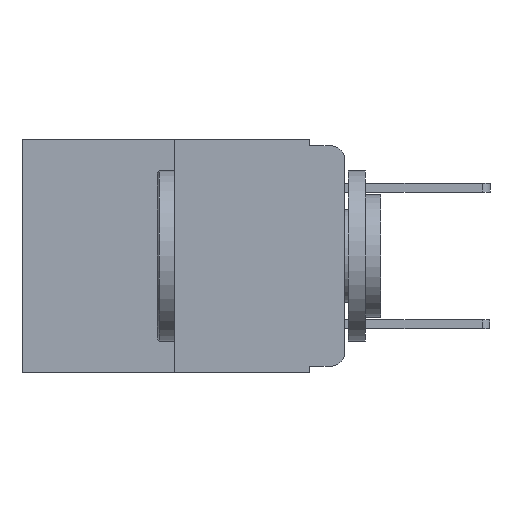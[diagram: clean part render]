
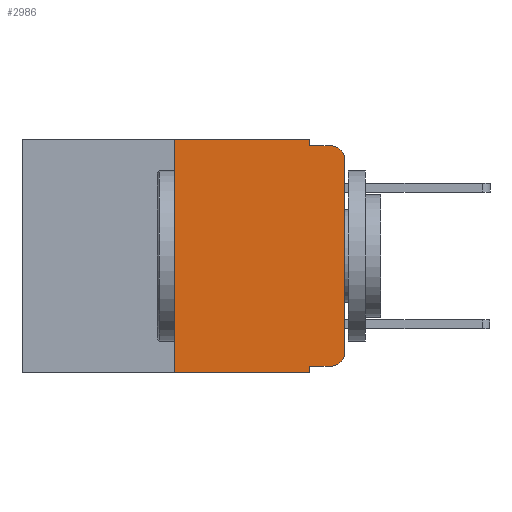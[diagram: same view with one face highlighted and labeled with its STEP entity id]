
A CAD part, left-side view. The second image highlights one B-rep face of the part: STEP entity #2986.
In plain terms, the highlighted planar face has unit normal (-1, 0, 0).
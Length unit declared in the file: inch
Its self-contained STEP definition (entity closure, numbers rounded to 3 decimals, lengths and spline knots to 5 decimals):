
#323 = CARTESIAN_POINT ( 'NONE',  ( 0., 0.02, -0.333 ) ) ;
#426 = PLANE ( 'NONE',  #12049 ) ;
#478 = DIRECTION ( 'NONE',  ( 0., -1., 0. ) ) ;
#1518 = CARTESIAN_POINT ( 'NONE',  ( 0., 0.02, -0.03 ) ) ;
#2225 = DIRECTION ( 'NONE',  ( 0., 0., -1. ) ) ;
#2317 = CARTESIAN_POINT ( 'NONE',  ( 0., 0.25, -0.343 ) ) ;
#2895 = VECTOR ( 'NONE', #13909, 39.37008 ) ;
#2986 = ADVANCED_FACE ( 'NONE', ( #23770 ), #426, .F. ) ;
#3428 = CARTESIAN_POINT ( 'NONE',  ( 0., 0.051, -0.01 ) ) ;
#4449 = LINE ( 'NONE', #12183, #19841 ) ;
#4560 = ORIENTED_EDGE ( 'NONE', *, *, #25104, .T. ) ;
#4968 = DIRECTION ( 'NONE',  ( 0., 0., 1. ) ) ;
#5239 = ORIENTED_EDGE ( 'NONE', *, *, #24156, .F. ) ;
#5756 = EDGE_CURVE ( 'NONE', #17098, #16794, #19117, .T. ) ;
#5941 = AXIS2_PLACEMENT_3D ( 'NONE', #24886, #12717, #26866 ) ;
#7456 = LINE ( 'NONE', #15520, #17321 ) ;
#7669 = DIRECTION ( 'NONE',  ( 0., 0., -1. ) ) ;
#8054 = VECTOR ( 'NONE', #478, 39.37008 ) ;
#8140 = ORIENTED_EDGE ( 'NONE', *, *, #10043, .F. ) ;
#8389 = CARTESIAN_POINT ( 'NONE',  ( 0., 0.473, -0.343 ) ) ;
#10043 = EDGE_CURVE ( 'NONE', #17098, #25923, #4449, .T. ) ;
#10246 = ORIENTED_EDGE ( 'NONE', *, *, #23784, .F. ) ;
#10532 = DIRECTION ( 'NONE',  ( 0., -1., 0. ) ) ;
#10673 = VERTEX_POINT ( 'NONE', #22136 ) ;
#11498 = EDGE_CURVE ( 'NONE', #23445, #12851, #22364, .T. ) ;
#11855 = DIRECTION ( 'NONE',  ( 0., 0., -1. ) ) ;
#12049 = AXIS2_PLACEMENT_3D ( 'NONE', #21574, #20430, #7669 ) ;
#12183 = CARTESIAN_POINT ( 'NONE',  ( 0., 0.051, 0. ) ) ;
#12269 = DIRECTION ( 'NONE',  ( 0., 0., -1. ) ) ;
#12440 = ORIENTED_EDGE ( 'NONE', *, *, #11498, .F. ) ;
#12539 = CIRCLE ( 'NONE', #19586, 0.02 ) ;
#12717 = DIRECTION ( 'NONE',  ( -1., 0., 0. ) ) ;
#12851 = VERTEX_POINT ( 'NONE', #26745 ) ;
#13573 = LINE ( 'NONE', #3428, #23714 ) ;
#13909 = DIRECTION ( 'NONE',  ( 0., -1., 0. ) ) ;
#14198 = VERTEX_POINT ( 'NONE', #23023 ) ;
#14202 = LINE ( 'NONE', #15989, #2895 ) ;
#14491 = LINE ( 'NONE', #26035, #23969 ) ;
#14935 = DIRECTION ( 'NONE',  ( -1., 0., 0. ) ) ;
#15101 = VERTEX_POINT ( 'NONE', #15674 ) ;
#15520 = CARTESIAN_POINT ( 'NONE',  ( 0., 0., 0. ) ) ;
#15674 = CARTESIAN_POINT ( 'NONE',  ( 0., 0.051, -0.01 ) ) ;
#15989 = CARTESIAN_POINT ( 'NONE',  ( 0., 0.473, 0. ) ) ;
#16794 = VERTEX_POINT ( 'NONE', #323 ) ;
#17017 = VECTOR ( 'NONE', #18689, 39.37008 ) ;
#17098 = VERTEX_POINT ( 'NONE', #20285 ) ;
#17232 = EDGE_CURVE ( 'NONE', #23445, #25923, #19725, .T. ) ;
#17321 = VECTOR ( 'NONE', #4968, 39.37008 ) ;
#17416 = EDGE_LOOP ( 'NONE', ( #19938, #4560, #10246, #21171, #5239, #12440, #23270, #8140, #19194, #25148 ) ) ;
#17960 = CARTESIAN_POINT ( 'NONE',  ( 0., 0.051, -0.343 ) ) ;
#18057 = VERTEX_POINT ( 'NONE', #23646 ) ;
#18689 = DIRECTION ( 'NONE',  ( 0., 0., 1. ) ) ;
#18866 = VERTEX_POINT ( 'NONE', #23115 ) ;
#19076 = VECTOR ( 'NONE', #10532, 39.37008 ) ;
#19117 = LINE ( 'NONE', #19447, #8054 ) ;
#19194 = ORIENTED_EDGE ( 'NONE', *, *, #5756, .T. ) ;
#19447 = CARTESIAN_POINT ( 'NONE',  ( 0., 0.051, -0.333 ) ) ;
#19586 = AXIS2_PLACEMENT_3D ( 'NONE', #1518, #14935, #2225 ) ;
#19725 = LINE ( 'NONE', #8389, #19076 ) ;
#19755 = EDGE_CURVE ( 'NONE', #18866, #15101, #14491, .T. ) ;
#19841 = VECTOR ( 'NONE', #12269, 39.37008 ) ;
#19938 = ORIENTED_EDGE ( 'NONE', *, *, #26452, .T. ) ;
#20285 = CARTESIAN_POINT ( 'NONE',  ( 0., 0.051, -0.333 ) ) ;
#20430 = DIRECTION ( 'NONE',  ( 1., 0., 0. ) ) ;
#21171 = ORIENTED_EDGE ( 'NONE', *, *, #19755, .F. ) ;
#21434 = CIRCLE ( 'NONE', #5941, 0.02 ) ;
#21574 = CARTESIAN_POINT ( 'NONE',  ( 0., 0.473, 0. ) ) ;
#22136 = CARTESIAN_POINT ( 'NONE',  ( 0., 0.02, -0.01 ) ) ;
#22364 = LINE ( 'NONE', #24646, #17017 ) ;
#23023 = CARTESIAN_POINT ( 'NONE',  ( 0., 0., -0.03 ) ) ;
#23115 = CARTESIAN_POINT ( 'NONE',  ( 0., 0.051, 0. ) ) ;
#23270 = ORIENTED_EDGE ( 'NONE', *, *, #17232, .T. ) ;
#23445 = VERTEX_POINT ( 'NONE', #2317 ) ;
#23646 = CARTESIAN_POINT ( 'NONE',  ( 0., 0., -0.313 ) ) ;
#23714 = VECTOR ( 'NONE', #24099, 39.37008 ) ;
#23770 = FACE_OUTER_BOUND ( 'NONE', #17416, .T. ) ;
#23784 = EDGE_CURVE ( 'NONE', #15101, #10673, #13573, .T. ) ;
#23969 = VECTOR ( 'NONE', #11855, 39.37008 ) ;
#24099 = DIRECTION ( 'NONE',  ( 0., -1., 0. ) ) ;
#24156 = EDGE_CURVE ( 'NONE', #12851, #18866, #14202, .T. ) ;
#24646 = CARTESIAN_POINT ( 'NONE',  ( 0., 0.25, 0. ) ) ;
#24886 = CARTESIAN_POINT ( 'NONE',  ( 0., 0.02, -0.313 ) ) ;
#25104 = EDGE_CURVE ( 'NONE', #14198, #10673, #12539, .T. ) ;
#25148 = ORIENTED_EDGE ( 'NONE', *, *, #25610, .T. ) ;
#25610 = EDGE_CURVE ( 'NONE', #16794, #18057, #21434, .T. ) ;
#25923 = VERTEX_POINT ( 'NONE', #17960 ) ;
#26035 = CARTESIAN_POINT ( 'NONE',  ( 0., 0.051, 0. ) ) ;
#26452 = EDGE_CURVE ( 'NONE', #18057, #14198, #7456, .T. ) ;
#26745 = CARTESIAN_POINT ( 'NONE',  ( 0., 0.25, 0. ) ) ;
#26866 = DIRECTION ( 'NONE',  ( 0., 0., -1. ) ) ;
